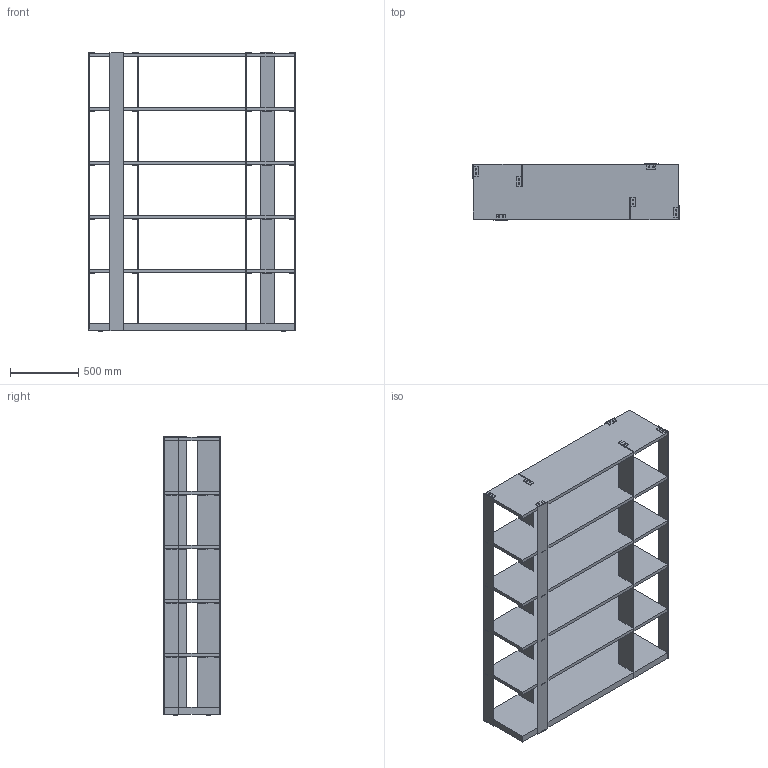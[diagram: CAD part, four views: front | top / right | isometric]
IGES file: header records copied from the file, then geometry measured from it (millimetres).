
Global section: file name: 97HLIBRERIA SINTESI_3D.igs; native system: Rhinoceros ( May  6 2017 ); preprocessor: Trout Lake IGES 012 May  6 2017; date: 191206.162924; units: millimetre
Bounding box: 1510 x 410 x 2040 mm (x, y, z)
Surface area: 11281605.8 mm2 (no closed solid volume)
Topology: 0 solids, 0 shells, 892 faces, 4028 edges, 3384 vertices
Faces by surface type: bspline 892
